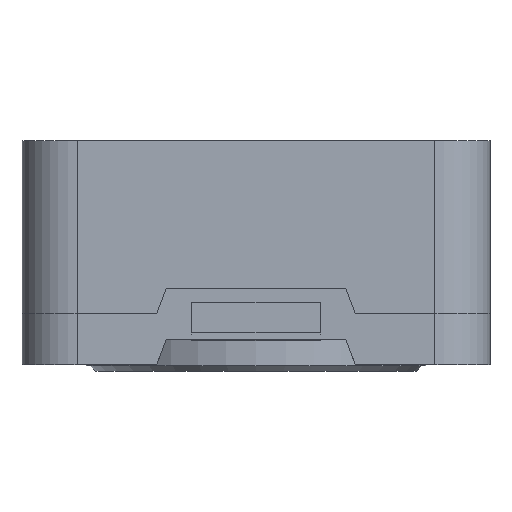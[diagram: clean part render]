
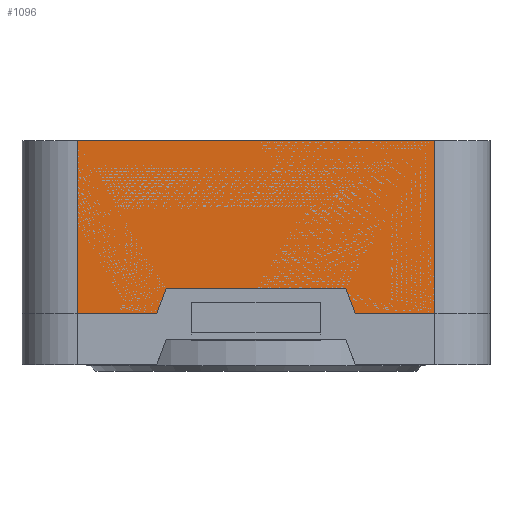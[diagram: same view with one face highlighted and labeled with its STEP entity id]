
A CAD part, left-side view. The second image highlights one B-rep face of the part: STEP entity #1096.
In plain terms, the highlighted planar face has unit normal (-1, 0, 0).
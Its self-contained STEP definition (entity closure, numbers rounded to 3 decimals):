
#1096 = ADVANCED_FACE( '', ( #2367 ), #2368, .F. );
#2367 = FACE_OUTER_BOUND( '', #3909, .T. );
#2368 = PLANE( '', #3910 );
#3909 = EDGE_LOOP( '', ( #7090, #7091, #7092, #7093, #7094, #7095, #7096, #7097 ) );
#3910 = AXIS2_PLACEMENT_3D( '', #7098, #7099, #7100 );
#7090 = ORIENTED_EDGE( '', *, *, #9893, .F. );
#7091 = ORIENTED_EDGE( '', *, *, #9751, .T. );
#7092 = ORIENTED_EDGE( '', *, *, #10796, .T. );
#7093 = ORIENTED_EDGE( '', *, *, #10355, .F. );
#7094 = ORIENTED_EDGE( '', *, *, #9801, .F. );
#7095 = ORIENTED_EDGE( '', *, *, #10159, .T. );
#7096 = ORIENTED_EDGE( '', *, *, #10797, .T. );
#7097 = ORIENTED_EDGE( '', *, *, #10798, .F. );
#7098 = CARTESIAN_POINT( '', ( -3.65, 2.79, 2.7 ) );
#7099 = DIRECTION( '', ( 1., 0., 0. ) );
#7100 = DIRECTION( '', ( 0., 0., -1. ) );
#9751 = EDGE_CURVE( '', #11619, #11617, #11620, .F. );
#9801 = EDGE_CURVE( '', #11707, #11694, #11709, .T. );
#9893 = EDGE_CURVE( '', #11619, #11878, #11879, .T. );
#10159 = EDGE_CURVE( '', #11707, #12328, #12330, .T. );
#10355 = EDGE_CURVE( '', #11694, #12638, #12640, .T. );
#10796 = EDGE_CURVE( '', #11617, #12638, #13299, .T. );
#10797 = EDGE_CURVE( '', #12328, #13300, #13301, .T. );
#10798 = EDGE_CURVE( '', #11878, #13300, #13302, .F. );
#11617 = VERTEX_POINT( '', #14345 );
#11619 = VERTEX_POINT( '', #14348 );
#11620 = LINE( '', #14349, #14350 );
#11694 = VERTEX_POINT( '', #14472 );
#11707 = VERTEX_POINT( '', #14488 );
#11709 = LINE( '', #14490, #14491 );
#11878 = VERTEX_POINT( '', #14743 );
#11879 = LINE( '', #14744, #14745 );
#12328 = VERTEX_POINT( '', #15494 );
#12330 = LINE( '', #15496, #15497 );
#12638 = VERTEX_POINT( '', #16016 );
#12640 = LINE( '', #16018, #16019 );
#13299 = LINE( '', #17492, #17493 );
#13300 = VERTEX_POINT( '', #17494 );
#13301 = LINE( '', #17495, #17496 );
#13302 = LINE( '', #17497, #17498 );
#14345 = CARTESIAN_POINT( '', ( -3.65, -1.55, 0. ) );
#14348 = CARTESIAN_POINT( '', ( -3.65, -1.4, 0.4 ) );
#14349 = CARTESIAN_POINT( '', ( -3.65, -0.132, 3.792 ) );
#14350 = VECTOR( '', #18835, 1000. );
#14472 = CARTESIAN_POINT( '', ( -3.65, -2.79, 2.7 ) );
#14488 = CARTESIAN_POINT( '', ( -3.65, 2.79, 2.7 ) );
#14490 = CARTESIAN_POINT( '', ( -3.65, 2.79, 2.7 ) );
#14491 = VECTOR( '', #18907, 1000. );
#14743 = CARTESIAN_POINT( '', ( -3.65, 1.4, 0.4 ) );
#14744 = CARTESIAN_POINT( '', ( -3.65, -1.4, 0.4 ) );
#14745 = VECTOR( '', #19061, 1000. );
#15494 = CARTESIAN_POINT( '', ( -3.65, 2.79, 0. ) );
#15496 = CARTESIAN_POINT( '', ( -3.65, 2.79, 2.7 ) );
#15497 = VECTOR( '', #19339, 1000. );
#16016 = CARTESIAN_POINT( '', ( -3.65, -2.79, 0. ) );
#16018 = CARTESIAN_POINT( '', ( -3.65, -2.79, 2.7 ) );
#16019 = VECTOR( '', #19557, 1000. );
#17492 = CARTESIAN_POINT( '', ( -3.65, 2.79, 0. ) );
#17493 = VECTOR( '', #19902, 1000. );
#17494 = CARTESIAN_POINT( '', ( -3.65, 1.55, 0. ) );
#17495 = CARTESIAN_POINT( '', ( -3.65, 2.79, 0. ) );
#17496 = VECTOR( '', #19903, 1000. );
#17497 = CARTESIAN_POINT( '', ( -3.65, 1.4, 0.4 ) );
#17498 = VECTOR( '', #19904, 1000. );
#18835 = DIRECTION( '', ( 0., 0.35, 0.937 ) );
#18907 = DIRECTION( '', ( 0., -1., 0. ) );
#19061 = DIRECTION( '', ( 0., 1., 0. ) );
#19339 = DIRECTION( '', ( 0., 0., -1. ) );
#19557 = DIRECTION( '', ( 0., 0., -1. ) );
#19902 = DIRECTION( '', ( 0., -1., 0. ) );
#19903 = DIRECTION( '', ( 0., -1., 0. ) );
#19904 = DIRECTION( '', ( 0., -0.35, 0.937 ) );
